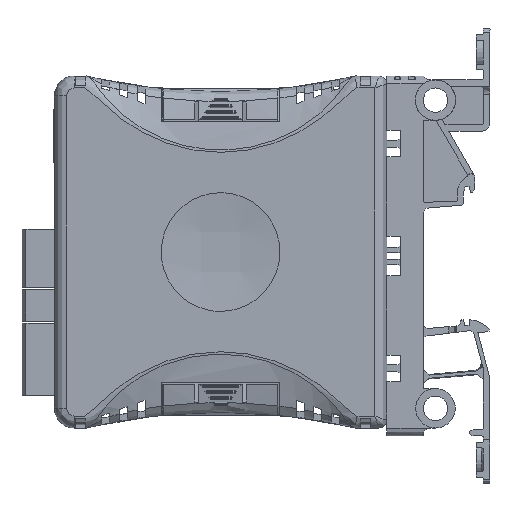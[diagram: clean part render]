
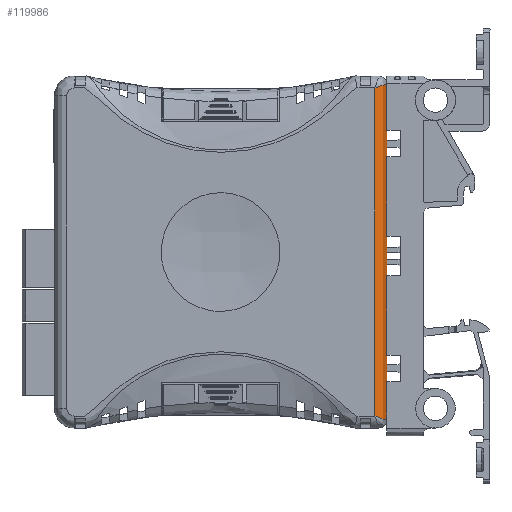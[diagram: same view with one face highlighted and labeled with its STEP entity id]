
A CAD part, front view. The second image highlights one B-rep face of the part: STEP entity #119986.
In plain terms, the highlighted cylindrical face has radius 3 mm (diameter 6 mm), a partial arc.
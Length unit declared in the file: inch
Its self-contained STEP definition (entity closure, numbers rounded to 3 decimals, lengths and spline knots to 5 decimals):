
#238 = CARTESIAN_POINT ( 'NONE',  ( 0.76439, 1.71237, -0.32967 ) ) ;
#1427 = CARTESIAN_POINT ( 'NONE',  ( 0.79327, 1.70274, -0.39317 ) ) ;
#1586 = CARTESIAN_POINT ( 'NONE',  ( 0.77501, -1.63009, -0.36555 ) ) ;
#2221 = CARTESIAN_POINT ( 'NONE',  ( 0.7637, -1.63386, -0.32962 ) ) ;
#4954 = CARTESIAN_POINT ( 'NONE',  ( 0.88181, 1.67323, -0.43307 ) ) ;
#5170 = CYLINDRICAL_SURFACE ( 'NONE', #42591, 0.11811 ) ;
#10261 = CARTESIAN_POINT ( 'NONE',  ( 0.78061, -1.62822, -0.37598 ) ) ;
#10700 = CARTESIAN_POINT ( 'NONE',  ( 0.77058, 1.71031, -0.35487 ) ) ;
#10856 = CARTESIAN_POINT ( 'NONE',  ( 0.80505, -1.62007, -0.40474 ) ) ;
#11440 = CARTESIAN_POINT ( 'NONE',  ( 0.80946, -1.6186, -0.40839 ) ) ;
#13297 = EDGE_CURVE ( 'NONE', #73829, #46735, #31084, .T. ) ;
#13567 = CARTESIAN_POINT ( 'NONE',  ( 0.7694, 1.7107, -0.3514 ) ) ;
#17725 = DIRECTION ( 'NONE',  ( 0., -1., 0. ) ) ;
#18246 = CARTESIAN_POINT ( 'NONE',  ( 0.86333, -1.60063, -0.43185 ) ) ;
#18820 = CARTESIAN_POINT ( 'NONE',  ( 0.83863, -1.60888, -0.42489 ) ) ;
#19425 = CARTESIAN_POINT ( 'NONE',  ( 0.79959, -1.6219, -0.39975 ) ) ;
#19889 = CARTESIAN_POINT ( 'NONE',  ( 0.77842, 1.70769, -0.37261 ) ) ;
#20048 = CARTESIAN_POINT ( 'NONE',  ( 0.84475, -1.60684, -0.42712 ) ) ;
#20516 = CARTESIAN_POINT ( 'NONE',  ( 0.7637, 1.7126, -0.32229 ) ) ;
#20668 = CARTESIAN_POINT ( 'NONE',  ( 0.81259, -1.61756, -0.41074 ) ) ;
#22780 = CARTESIAN_POINT ( 'NONE',  ( 0.80925, 1.69741, -0.4085 ) ) ;
#23208 = CARTESIAN_POINT ( 'NONE',  ( 0.7637, 1.7126, -0.31496 ) ) ;
#23725 = VERTEX_POINT ( 'NONE', #27123 ) ;
#24615 = CARTESIAN_POINT ( 'NONE',  ( 0.83654, 1.68832, -0.42405 ) ) ;
#25282 = CARTESIAN_POINT ( 'NONE',  ( 0.88181, 0.03937, -0.31496 ) ) ;
#26075 = EDGE_CURVE ( 'NONE', #56576, #73829, #30631, .T. ) ;
#27123 = CARTESIAN_POINT ( 'NONE',  ( 0.88181, -1.59449, -0.43307 ) ) ;
#28689 = CARTESIAN_POINT ( 'NONE',  ( 0.87194, -1.59778, -0.43307 ) ) ;
#29149 = CARTESIAN_POINT ( 'NONE',  ( 0.7637, 1.7126, -0.31496 ) ) ;
#29304 = CARTESIAN_POINT ( 'NONE',  ( 0.79894, -1.62211, -0.39911 ) ) ;
#29360 = ORIENTED_EDGE ( 'NONE', *, *, #120030, .T. ) ;
#29931 = CARTESIAN_POINT ( 'NONE',  ( 0.84043, -1.60828, -0.42559 ) ) ;
#30263 = ORIENTED_EDGE ( 'NONE', *, *, #26075, .T. ) ;
#30631 = LINE ( 'NONE', #23208, #81267 ) ;
#31084 = B_SPLINE_CURVE_WITH_KNOTS ( 'NONE', 3,
 ( #29149, #20516, #238, #104454, #116646, #13567, #10700, #69692, #19889, #57551, #95167, #85884, #1427, #76651, #98047, #107370, #114336, #105081, #22780, #51130, #88773, #99245, #107981, #101084, #24615, #44325, #42509, #117821, #89974, #119058, #44932, #52340, #35054, #4954 ),
 .UNSPECIFIED., .F., .F.,
 ( 4, 2, 2, 2, 2, 2, 1, 1, 2, 2, 2, 2, 1, 1, 1, 1, 2, 2, 2, 4 ),
 ( 0., 0.125, 0.1875, 0.25, 0.375, 0.4375, 0.46875, 0.48438, 0.49219, 0.5, 0.625, 0.6875, 0.71875, 0.73438, 0.74219, 0.74609, 0.74805, 0.75, 0.875, 1. ),
 .UNSPECIFIED. ) ;
#35054 = CARTESIAN_POINT ( 'NONE',  ( 0.87194, 1.67652, -0.43307 ) ) ;
#37341 = CARTESIAN_POINT ( 'NONE',  ( 0.83009, -1.61173, -0.42151 ) ) ;
#39178 = CARTESIAN_POINT ( 'NONE',  ( 0.80057, -1.62157, -0.4007 ) ) ;
#42509 = CARTESIAN_POINT ( 'NONE',  ( 0.83782, 1.68789, -0.42457 ) ) ;
#42591 = AXIS2_PLACEMENT_3D ( 'NONE', #25282, #76817, #66293 ) ;
#43646 = CARTESIAN_POINT ( 'NONE',  ( 0.7637, -1.63386, -0.31496 ) ) ;
#44325 = CARTESIAN_POINT ( 'NONE',  ( 0.83744, 1.68802, -0.42442 ) ) ;
#44863 = LINE ( 'NONE', #122015, #75971 ) ;
#44932 = CARTESIAN_POINT ( 'NONE',  ( 0.84884, 1.6842, -0.42862 ) ) ;
#46569 = EDGE_CURVE ( 'NONE', #46735, #23725, #44863, .T. ) ;
#46735 = VERTEX_POINT ( 'NONE', #93412 ) ;
#48395 = CARTESIAN_POINT ( 'NONE',  ( 0.83848, -1.60893, -0.42484 ) ) ;
#51130 = CARTESIAN_POINT ( 'NONE',  ( 0.81926, 1.69407, -0.41523 ) ) ;
#52340 = CARTESIAN_POINT ( 'NONE',  ( 0.86333, 1.67937, -0.43185 ) ) ;
#55847 = CARTESIAN_POINT ( 'NONE',  ( 0.83937, -1.60864, -0.42518 ) ) ;
#56436 = CARTESIAN_POINT ( 'NONE',  ( 0.83847, -1.60894, -0.42483 ) ) ;
#56576 = VERTEX_POINT ( 'NONE', #43646 ) ;
#57060 = CARTESIAN_POINT ( 'NONE',  ( 0.79867, -1.6222, -0.39885 ) ) ;
#57551 = CARTESIAN_POINT ( 'NONE',  ( 0.78499, 1.7055, -0.38272 ) ) ;
#65071 = CARTESIAN_POINT ( 'NONE',  ( 0.77338, -1.63063, -0.36193 ) ) ;
#65688 = CARTESIAN_POINT ( 'NONE',  ( 0.83885, -1.60881, -0.42498 ) ) ;
#66293 = DIRECTION ( 'NONE',  ( -1., 0., 0. ) ) ;
#66909 = CARTESIAN_POINT ( 'NONE',  ( 0.78718, -1.62603, -0.38609 ) ) ;
#69692 = CARTESIAN_POINT ( 'NONE',  ( 0.77482, 1.70889, -0.36558 ) ) ;
#71649 = EDGE_LOOP ( 'NONE', ( #80650, #84416, #29360, #30263 ) ) ;
#73829 = VERTEX_POINT ( 'NONE', #93490 ) ;
#74985 = CARTESIAN_POINT ( 'NONE',  ( 0.80292, -1.62078, -0.40289 ) ) ;
#75971 = VECTOR ( 'NONE', #17725, 39.37008 ) ;
#76186 = CARTESIAN_POINT ( 'NONE',  ( 0.8226, -1.61422, -0.41747 ) ) ;
#76651 = CARTESIAN_POINT ( 'NONE',  ( 0.79574, 1.70192, -0.39585 ) ) ;
#76817 = DIRECTION ( 'NONE',  ( 0., -1., 0. ) ) ;
#80650 = ORIENTED_EDGE ( 'NONE', *, *, #13297, .T. ) ;
#80652 = B_SPLINE_CURVE_WITH_KNOTS ( 'NONE', 3,
 ( #102756, #28689, #18246, #105237, #103976, #20048, #113863, #121923, #29931, #55847, #65688, #18820, #48395, #56436, #37341, #76186, #20668, #11440, #10856, #74985, #39178, #19425, #29304, #57060, #95917, #66909, #10261, #86637, #1586, #65071, #94051, #2221, #103367 ),
 .UNSPECIFIED., .F., .F.,
 ( 4, 2, 2, 2, 1, 1, 1, 2, 2, 2, 2, 1, 1, 2, 2, 2, 2, 2, 4 ),
 ( 0., 0.125, 0.1875, 0.21875, 0.23438, 0.24219, 0.24609, 0.24805, 0.25, 0.375, 0.4375, 0.46875, 0.48438, 0.49219, 0.5, 0.625, 0.6875, 0.75, 1. ),
 .UNSPECIFIED. ) ;
#81267 = VECTOR ( 'NONE', #97270, 39.37008 ) ;
#84416 = ORIENTED_EDGE ( 'NONE', *, *, #46569, .T. ) ;
#85884 = CARTESIAN_POINT ( 'NONE',  ( 0.79126, 1.70341, -0.39081 ) ) ;
#86637 = CARTESIAN_POINT ( 'NONE',  ( 0.77861, -1.62889, -0.37254 ) ) ;
#88773 = CARTESIAN_POINT ( 'NONE',  ( 0.8228, 1.69289, -0.41736 ) ) ;
#89974 = CARTESIAN_POINT ( 'NONE',  ( 0.83827, 1.68774, -0.42475 ) ) ;
#93412 = CARTESIAN_POINT ( 'NONE',  ( 0.88181, 1.67323, -0.43307 ) ) ;
#93490 = CARTESIAN_POINT ( 'NONE',  ( 0.7637, 1.7126, -0.31496 ) ) ;
#94051 = CARTESIAN_POINT ( 'NONE',  ( 0.76647, -1.63294, -0.34447 ) ) ;
#95167 = CARTESIAN_POINT ( 'NONE',  ( 0.78738, 1.7047, -0.38602 ) ) ;
#95917 = CARTESIAN_POINT ( 'NONE',  ( 0.79236, -1.62431, -0.39254 ) ) ;
#97270 = DIRECTION ( 'NONE',  ( 0., 1., 0. ) ) ;
#98047 = CARTESIAN_POINT ( 'NONE',  ( 0.79683, 1.70156, -0.39698 ) ) ;
#99245 = CARTESIAN_POINT ( 'NONE',  ( 0.82841, 1.69103, -0.42033 ) ) ;
#101084 = CARTESIAN_POINT ( 'NONE',  ( 0.83477, 1.68891, -0.42331 ) ) ;
#102756 = CARTESIAN_POINT ( 'NONE',  ( 0.88181, -1.59449, -0.43307 ) ) ;
#103367 = CARTESIAN_POINT ( 'NONE',  ( 0.7637, -1.63386, -0.31496 ) ) ;
#103976 = CARTESIAN_POINT ( 'NONE',  ( 0.84918, -1.60535, -0.42852 ) ) ;
#104454 = CARTESIAN_POINT ( 'NONE',  ( 0.76646, 1.71168, -0.3406 ) ) ;
#105081 = CARTESIAN_POINT ( 'NONE',  ( 0.80339, 1.69937, -0.40357 ) ) ;
#105237 = CARTESIAN_POINT ( 'NONE',  ( 0.85247, -1.60425, -0.42943 ) ) ;
#107370 = CARTESIAN_POINT ( 'NONE',  ( 0.79756, 1.70131, -0.39773 ) ) ;
#107981 = CARTESIAN_POINT ( 'NONE',  ( 0.83128, 1.69007, -0.42175 ) ) ;
#108800 = FACE_OUTER_BOUND ( 'NONE', #71649, .T. ) ;
#113863 = CARTESIAN_POINT ( 'NONE',  ( 0.84336, -1.6073, -0.42664 ) ) ;
#114336 = CARTESIAN_POINT ( 'NONE',  ( 0.79798, 1.70117, -0.39816 ) ) ;
#116646 = CARTESIAN_POINT ( 'NONE',  ( 0.76733, 1.71139, -0.34423 ) ) ;
#117821 = CARTESIAN_POINT ( 'NONE',  ( 0.83808, 1.68781, -0.42468 ) ) ;
#119058 = CARTESIAN_POINT ( 'NONE',  ( 0.84296, 1.68618, -0.42661 ) ) ;
#119986 = ADVANCED_FACE ( 'NONE', ( #108800 ), #5170, .T. ) ;
#120030 = EDGE_CURVE ( 'NONE', #23725, #56576, #80652, .T. ) ;
#121923 = CARTESIAN_POINT ( 'NONE',  ( 0.84138, -1.60796, -0.42594 ) ) ;
#122015 = CARTESIAN_POINT ( 'NONE',  ( 0.88181, 0.03937, -0.43307 ) ) ;
